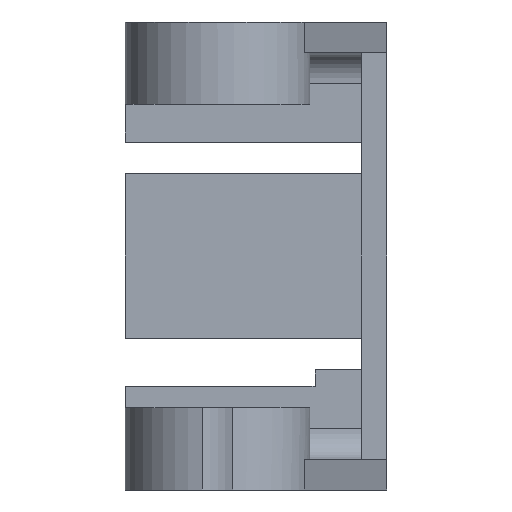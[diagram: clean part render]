
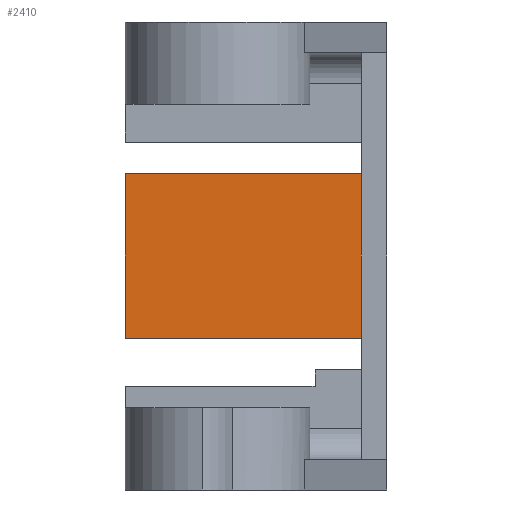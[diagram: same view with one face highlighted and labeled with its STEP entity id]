
A CAD part, front view. The second image highlights one B-rep face of the part: STEP entity #2410.
In plain terms, the highlighted planar face has unit normal (0, -1, 0).
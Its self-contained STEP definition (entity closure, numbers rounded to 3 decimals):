
#56 = LINE ( 'NONE', #437, #1312 ) ;
#112 = FACE_OUTER_BOUND ( 'NONE', #1894, .T. ) ;
#365 = CARTESIAN_POINT ( 'NONE',  ( -19., 69.8, 14.8 ) ) ;
#437 = CARTESIAN_POINT ( 'NONE',  ( -19., 69.8, 30.8 ) ) ;
#450 = VERTEX_POINT ( 'NONE', #521 ) ;
#471 = ORIENTED_EDGE ( 'NONE', *, *, #1024, .T. ) ;
#481 = CARTESIAN_POINT ( 'NONE',  ( -42., 69.8, 30.8 ) ) ;
#521 = CARTESIAN_POINT ( 'NONE',  ( -42., 69.8, 14.8 ) ) ;
#538 = VECTOR ( 'NONE', #795, 1000. ) ;
#701 = LINE ( 'NONE', #2262, #2409 ) ;
#702 = DIRECTION ( 'NONE',  ( 0., 1., 0. ) ) ;
#716 = CARTESIAN_POINT ( 'NONE',  ( -58.279, 69.8, 30.8 ) ) ;
#771 = AXIS2_PLACEMENT_3D ( 'NONE', #716, #702, #1482 ) ;
#795 = DIRECTION ( 'NONE',  ( 1., 0., 0. ) ) ;
#892 = PLANE ( 'NONE',  #771 ) ;
#948 = ORIENTED_EDGE ( 'NONE', *, *, #1705, .F. ) ;
#1024 = EDGE_CURVE ( 'NONE', #450, #2446, #2181, .T. ) ;
#1067 = LINE ( 'NONE', #481, #1633 ) ;
#1076 = DIRECTION ( 'NONE',  ( 1., 0., 0. ) ) ;
#1086 = ORIENTED_EDGE ( 'NONE', *, *, #1612, .F. ) ;
#1096 = EDGE_CURVE ( 'NONE', #1302, #2446, #56, .T. ) ;
#1193 = CARTESIAN_POINT ( 'NONE',  ( -58.279, 69.8, 14.8 ) ) ;
#1302 = VERTEX_POINT ( 'NONE', #1961 ) ;
#1312 = VECTOR ( 'NONE', #1613, 1000. ) ;
#1455 = DIRECTION ( 'NONE',  ( 0., 0., 1. ) ) ;
#1482 = DIRECTION ( 'NONE',  ( 0., 0., 1. ) ) ;
#1555 = VERTEX_POINT ( 'NONE', #1816 ) ;
#1612 = EDGE_CURVE ( 'NONE', #1555, #1302, #701, .T. ) ;
#1613 = DIRECTION ( 'NONE',  ( 0., 0., -1. ) ) ;
#1633 = VECTOR ( 'NONE', #1455, 1000. ) ;
#1705 = EDGE_CURVE ( 'NONE', #450, #1555, #1067, .T. ) ;
#1816 = CARTESIAN_POINT ( 'NONE',  ( -42., 69.8, 30.8 ) ) ;
#1894 = EDGE_LOOP ( 'NONE', ( #948, #471, #1986, #1086 ) ) ;
#1961 = CARTESIAN_POINT ( 'NONE',  ( -19., 69.8, 30.8 ) ) ;
#1986 = ORIENTED_EDGE ( 'NONE', *, *, #1096, .F. ) ;
#2181 = LINE ( 'NONE', #1193, #538 ) ;
#2262 = CARTESIAN_POINT ( 'NONE',  ( -58.279, 69.8, 30.8 ) ) ;
#2409 = VECTOR ( 'NONE', #1076, 1000. ) ;
#2410 = ADVANCED_FACE ( 'NONE', ( #112 ), #892, .F. ) ;
#2446 = VERTEX_POINT ( 'NONE', #365 ) ;
